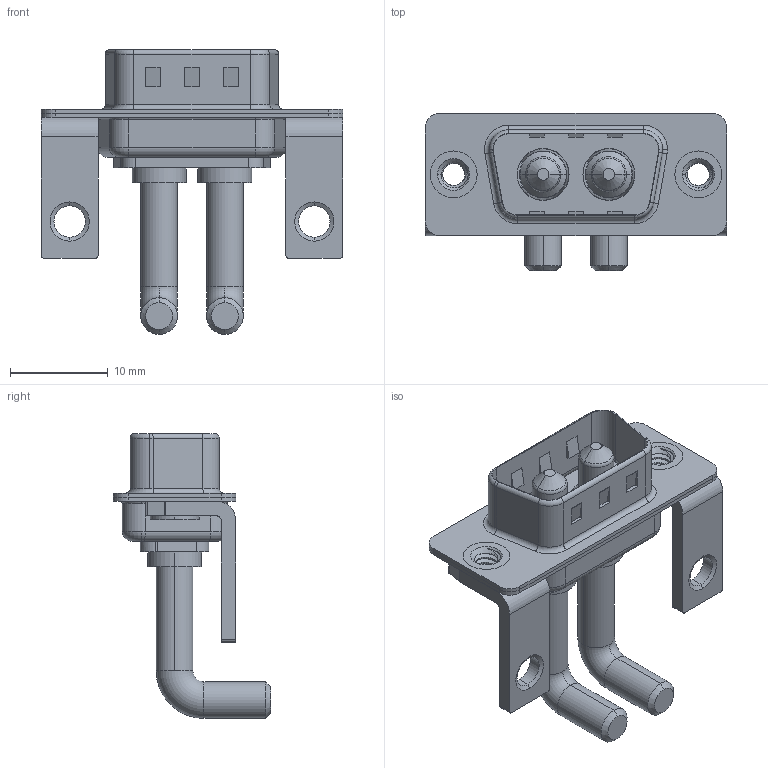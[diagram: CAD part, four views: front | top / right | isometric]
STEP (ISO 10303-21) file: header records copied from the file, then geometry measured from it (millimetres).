
FILE_DESCRIPTION (( 'STEP AP203' ), '1' );
FILE_NAME ('629-2W2-250-4N4.STEP', '2022-05-03T23:42:30', ( '' ), ( '' ), 'SwSTEP 2.0', 'SolidWorks 2020', '' );
FILE_SCHEMA (( 'CONFIG_CONTROL_DESIGN' ));
Length unit declared in the file: millimetre
Products named in the file (7): 629Combo Housing_2W2; Power Pin_Ext 40A RA; 629-2W2-250-4N4; 629Combo Shell Rear_09 Contacts; 629Combo Threaded Rivet_3; 629Combo Shell Front_09 Contacts; 629Combo Stabilizer Bracket
Assembly tree (9 placements, depth 2):
  629-2W2-250-4N4
    629Combo Housing_2W2
    629Combo Shell Rear_09 Contacts
    629Combo Shell Front_09 Contacts
    629Combo Threaded Rivet_3  x2
    629Combo Stabilizer Bracket  x2
    Power Pin_Ext 40A RA  x2
Bounding box: 30.8 x 16.05 x 29.11 mm (x, y, z)
Volume: 2156.9 mm3; surface area: 4617.7 mm2
Topology: 11 solids, 11 shells, 430 faces, 1047 edges, 656 vertices
Faces by surface type: cylinder 189, plane 147, torus 58, cone 28, bspline 8
Entity records: 12285 total; most frequent: CARTESIAN_POINT 3212, DIRECTION 1841, ORIENTED_EDGE 1662, EDGE_CURVE 831, AXIS2_PLACEMENT_3D 708, VERTEX_POINT 521, VECTOR 425, LINE 425
